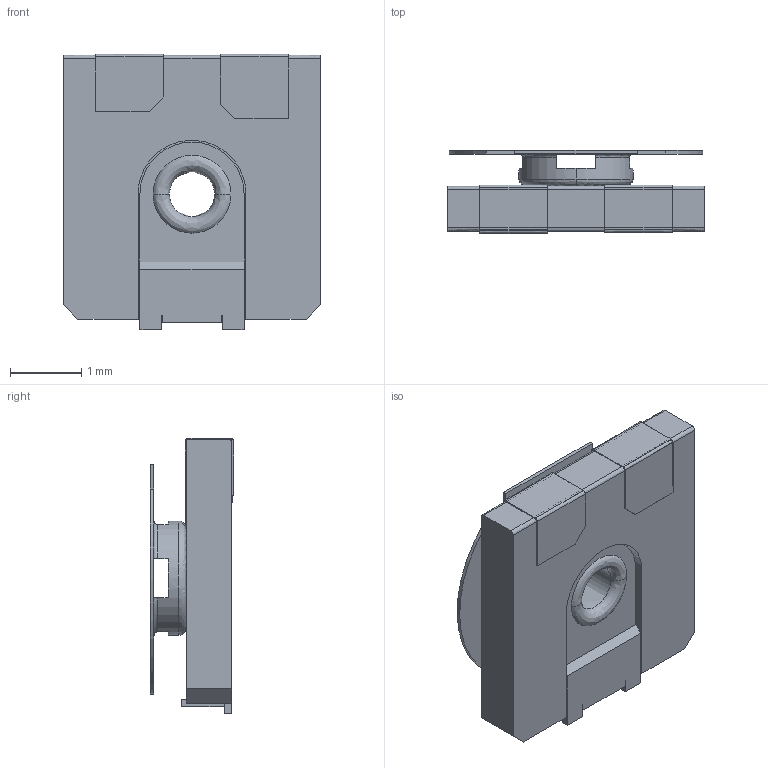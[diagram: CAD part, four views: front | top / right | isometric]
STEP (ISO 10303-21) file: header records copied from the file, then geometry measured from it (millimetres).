
FILE_DESCRIPTION (( 'STEP AP214' ), '1' );
FILE_NAME ('pot - Bourns_TC-33X-1.STEP', '2021-11-05T10:01:38', ( '' ), ( '' ), 'SwSTEP 2.0', 'SolidWorks 2020', '' );
FILE_SCHEMA (( 'AUTOMOTIVE_DESIGN' ));
Length unit declared in the file: millimetre
Products named in the file (4): pot - Bourns_TC-33X-1; pot - Bourns_TC-33X-1.stp; TC33_SUBST1.stp; TC-33X-2_SUBSTR_ASM.stp
Assembly tree (3 placements, depth 4):
  pot - Bourns_TC-33X-1
    pot - Bourns_TC-33X-1.stp
      TC-33X-2_SUBSTR_ASM.stp
        TC33_SUBST1.stp
Bounding box: 3.6 x 1.17 x 3.86 mm (x, y, z)
Volume: 8.4 mm3; surface area: 62.6 mm2
Topology: 1 solids, 1 shells, 122 faces, 362 edges, 234 vertices
Faces by surface type: bspline 122
Entity records: 6339 total; most frequent: CARTESIAN_POINT 1958, ORIENTED_EDGE 724, DIRECTION 448, EDGE_CURVE 362, LINE 260, VECTOR 260, VERTEX_POINT 234, UNCERTAINTY_MEASURE_WITH_UNIT 128
